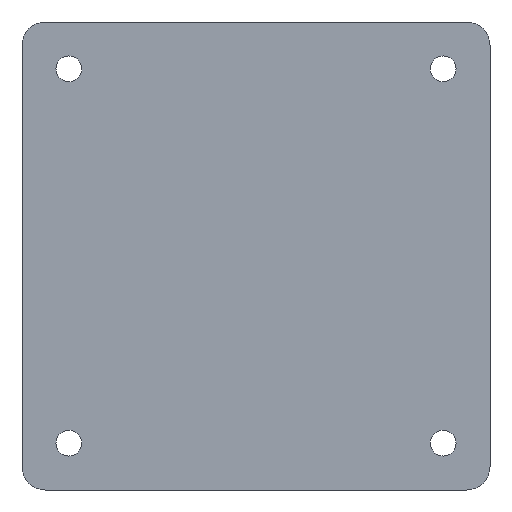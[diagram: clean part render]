
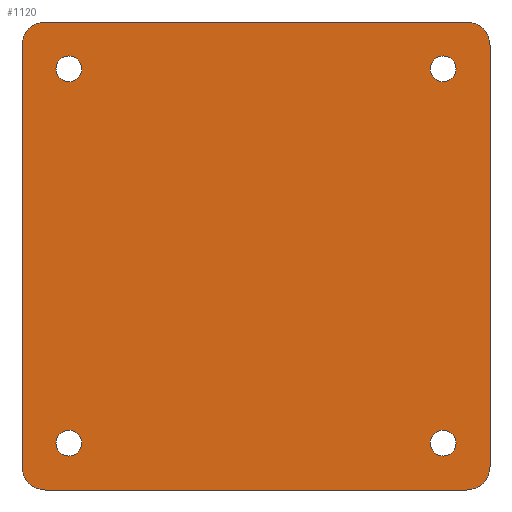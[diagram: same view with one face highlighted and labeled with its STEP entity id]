
A CAD part, front view. The second image highlights one B-rep face of the part: STEP entity #1120.
In plain terms, the highlighted planar face has unit normal (0, -1, 0).
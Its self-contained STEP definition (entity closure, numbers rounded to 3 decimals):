
#13 = VERTEX_POINT ( 'NONE', #1230 ) ;
#17 = CARTESIAN_POINT ( 'NONE',  ( 90., 0., -90. ) ) ;
#60 = ORIENTED_EDGE ( 'NONE', *, *, #2405, .F. ) ;
#61 = CARTESIAN_POINT ( 'NONE',  ( 80., 0., 80. ) ) ;
#68 = VERTEX_POINT ( 'NONE', #688 ) ;
#72 = VERTEX_POINT ( 'NONE', #1797 ) ;
#75 = ORIENTED_EDGE ( 'NONE', *, *, #198, .T. ) ;
#111 = ORIENTED_EDGE ( 'NONE', *, *, #1763, .T. ) ;
#132 = DIRECTION ( 'NONE',  ( 0., -1., 0. ) ) ;
#141 = CIRCLE ( 'NONE', #1301, 5.5 ) ;
#147 = ORIENTED_EDGE ( 'NONE', *, *, #1655, .F. ) ;
#178 = AXIS2_PLACEMENT_3D ( 'NONE', #1394, #2006, #1803 ) ;
#179 = DIRECTION ( 'NONE',  ( 0., 0., -1. ) ) ;
#186 = VERTEX_POINT ( 'NONE', #1662 ) ;
#198 = EDGE_CURVE ( 'NONE', #1030, #2155, #1510, .T. ) ;
#214 = ORIENTED_EDGE ( 'NONE', *, *, #1927, .T. ) ;
#227 = VERTEX_POINT ( 'NONE', #1732 ) ;
#231 = FACE_BOUND ( 'NONE', #1331, .T. ) ;
#238 = ORIENTED_EDGE ( 'NONE', *, *, #1334, .T. ) ;
#242 = ORIENTED_EDGE ( 'NONE', *, *, #1583, .T. ) ;
#285 = EDGE_LOOP ( 'NONE', ( #238, #214 ) ) ;
#325 = CARTESIAN_POINT ( 'NONE',  ( -100., 0., 100. ) ) ;
#328 = ORIENTED_EDGE ( 'NONE', *, *, #2439, .T. ) ;
#380 = FACE_BOUND ( 'NONE', #1051, .T. ) ;
#383 = DIRECTION ( 'NONE',  ( 0., 0., 1. ) ) ;
#408 = CARTESIAN_POINT ( 'NONE',  ( -100., 0., -100. ) ) ;
#410 = CARTESIAN_POINT ( 'NONE',  ( -80., 0., 74.5 ) ) ;
#435 = VERTEX_POINT ( 'NONE', #1902 ) ;
#443 = LINE ( 'NONE', #2454, #1826 ) ;
#445 = VERTEX_POINT ( 'NONE', #410 ) ;
#489 = FACE_BOUND ( 'NONE', #2400, .T. ) ;
#517 = CARTESIAN_POINT ( 'NONE',  ( -80., 0., -80. ) ) ;
#541 = AXIS2_PLACEMENT_3D ( 'NONE', #17, #2339, #2332 ) ;
#572 = AXIS2_PLACEMENT_3D ( 'NONE', #883, #132, #179 ) ;
#629 = CARTESIAN_POINT ( 'NONE',  ( -80., 0., 80. ) ) ;
#631 = AXIS2_PLACEMENT_3D ( 'NONE', #517, #701, #1103 ) ;
#634 = CIRCLE ( 'NONE', #1078, 5.5 ) ;
#656 = CARTESIAN_POINT ( 'NONE',  ( 80., 0., -80. ) ) ;
#679 = EDGE_LOOP ( 'NONE', ( #147, #111, #60, #75, #1018, #1446, #1851, #1436 ) ) ;
#688 = CARTESIAN_POINT ( 'NONE',  ( -100., 0., -90. ) ) ;
#701 = DIRECTION ( 'NONE',  ( 0., 1., 0. ) ) ;
#703 = AXIS2_PLACEMENT_3D ( 'NONE', #1701, #1136, #1519 ) ;
#719 = FACE_BOUND ( 'NONE', #285, .T. ) ;
#759 = DIRECTION ( 'NONE',  ( 0., 0., 1. ) ) ;
#769 = DIRECTION ( 'NONE',  ( 0., 1., 0. ) ) ;
#775 = VERTEX_POINT ( 'NONE', #2437 ) ;
#777 = CARTESIAN_POINT ( 'NONE',  ( -80., 0., 80. ) ) ;
#787 = CIRCLE ( 'NONE', #1630, 10. ) ;
#804 = VERTEX_POINT ( 'NONE', #924 ) ;
#805 = CARTESIAN_POINT ( 'NONE',  ( 80., 0., -74.5 ) ) ;
#826 = CARTESIAN_POINT ( 'NONE',  ( -90., 0., -100. ) ) ;
#845 = CIRCLE ( 'NONE', #1375, 5.5 ) ;
#873 = CARTESIAN_POINT ( 'NONE',  ( -80., 0., -80. ) ) ;
#883 = CARTESIAN_POINT ( 'NONE',  ( -90., 0., 90. ) ) ;
#912 = ORIENTED_EDGE ( 'NONE', *, *, #2349, .T. ) ;
#924 = CARTESIAN_POINT ( 'NONE',  ( 80., 0., -85.5 ) ) ;
#971 = EDGE_CURVE ( 'NONE', #1409, #13, #2121, .T. ) ;
#977 = ORIENTED_EDGE ( 'NONE', *, *, #2208, .T. ) ;
#990 = CIRCLE ( 'NONE', #2259, 5.5 ) ;
#1017 = CARTESIAN_POINT ( 'NONE',  ( 90., 0., -100. ) ) ;
#1018 = ORIENTED_EDGE ( 'NONE', *, *, #1305, .F. ) ;
#1030 = VERTEX_POINT ( 'NONE', #1913 ) ;
#1046 = ORIENTED_EDGE ( 'NONE', *, *, #971, .T. ) ;
#1051 = EDGE_LOOP ( 'NONE', ( #328, #242 ) ) ;
#1064 = DIRECTION ( 'NONE',  ( 0., 1., 0. ) ) ;
#1078 = AXIS2_PLACEMENT_3D ( 'NONE', #629, #2106, #1347 ) ;
#1081 = DIRECTION ( 'NONE',  ( 0., 0., -1. ) ) ;
#1103 = DIRECTION ( 'NONE',  ( 0., 0., 1. ) ) ;
#1107 = ORIENTED_EDGE ( 'NONE', *, *, #1373, .T. ) ;
#1114 = DIRECTION ( 'NONE',  ( 0., 0., -1. ) ) ;
#1120 = ADVANCED_FACE ( 'NONE', ( #489, #231, #380, #719, #1733 ), #1863, .T. ) ;
#1130 = VECTOR ( 'NONE', #2163, 1000. ) ;
#1136 = DIRECTION ( 'NONE',  ( 0., 1., 0. ) ) ;
#1156 = CARTESIAN_POINT ( 'NONE',  ( -90., 0., -90. ) ) ;
#1167 = CIRCLE ( 'NONE', #178, 10. ) ;
#1185 = LINE ( 'NONE', #325, #1273 ) ;
#1222 = VECTOR ( 'NONE', #1931, 1000. ) ;
#1230 = CARTESIAN_POINT ( 'NONE',  ( -80., 0., -74.5 ) ) ;
#1266 = DIRECTION ( 'NONE',  ( 0., 0., -1. ) ) ;
#1273 = VECTOR ( 'NONE', #2450, 1000. ) ;
#1291 = DIRECTION ( 'NONE',  ( 0., 1., 0. ) ) ;
#1301 = AXIS2_PLACEMENT_3D ( 'NONE', #2414, #1291, #383 ) ;
#1303 = CARTESIAN_POINT ( 'NONE',  ( 100., 0., -90. ) ) ;
#1305 = EDGE_CURVE ( 'NONE', #68, #2155, #1185, .T. ) ;
#1331 = EDGE_LOOP ( 'NONE', ( #977, #912 ) ) ;
#1334 = EDGE_CURVE ( 'NONE', #2274, #804, #2290, .T. ) ;
#1346 = CIRCLE ( 'NONE', #703, 5.5 ) ;
#1347 = DIRECTION ( 'NONE',  ( 0., 0., 1. ) ) ;
#1349 = AXIS2_PLACEMENT_3D ( 'NONE', #656, #2381, #2388 ) ;
#1373 = EDGE_CURVE ( 'NONE', #13, #1409, #990, .T. ) ;
#1375 = AXIS2_PLACEMENT_3D ( 'NONE', #61, #2314, #1937 ) ;
#1394 = CARTESIAN_POINT ( 'NONE',  ( 90., 0., 90. ) ) ;
#1409 = VERTEX_POINT ( 'NONE', #1819 ) ;
#1436 = ORIENTED_EDGE ( 'NONE', *, *, #1477, .T. ) ;
#1446 = ORIENTED_EDGE ( 'NONE', *, *, #2233, .T. ) ;
#1470 = VERTEX_POINT ( 'NONE', #826 ) ;
#1477 = EDGE_CURVE ( 'NONE', #1564, #2094, #2161, .T. ) ;
#1485 = DIRECTION ( 'NONE',  ( 0., 0., 1. ) ) ;
#1510 = CIRCLE ( 'NONE', #572, 10. ) ;
#1518 = CIRCLE ( 'NONE', #1681, 5.5 ) ;
#1519 = DIRECTION ( 'NONE',  ( 0., 0., 1. ) ) ;
#1564 = VERTEX_POINT ( 'NONE', #1017 ) ;
#1570 = CARTESIAN_POINT ( 'NONE',  ( -100., 0., 90. ) ) ;
#1583 = EDGE_CURVE ( 'NONE', #445, #227, #1518, .T. ) ;
#1630 = AXIS2_PLACEMENT_3D ( 'NONE', #1156, #2289, #1114 ) ;
#1655 = EDGE_CURVE ( 'NONE', #775, #2094, #443, .T. ) ;
#1662 = CARTESIAN_POINT ( 'NONE',  ( 90., 0., 100. ) ) ;
#1681 = AXIS2_PLACEMENT_3D ( 'NONE', #777, #769, #759 ) ;
#1701 = CARTESIAN_POINT ( 'NONE',  ( 80., 0., 80. ) ) ;
#1732 = CARTESIAN_POINT ( 'NONE',  ( -80., 0., 85.5 ) ) ;
#1733 = FACE_OUTER_BOUND ( 'NONE', #679, .T. ) ;
#1763 = EDGE_CURVE ( 'NONE', #775, #186, #1167, .T. ) ;
#1797 = CARTESIAN_POINT ( 'NONE',  ( 80., 0., 85.5 ) ) ;
#1803 = DIRECTION ( 'NONE',  ( 0., 0., -1. ) ) ;
#1819 = CARTESIAN_POINT ( 'NONE',  ( -80., 0., -85.5 ) ) ;
#1826 = VECTOR ( 'NONE', #1081, 1000. ) ;
#1851 = ORIENTED_EDGE ( 'NONE', *, *, #2357, .F. ) ;
#1853 = CARTESIAN_POINT ( 'NONE',  ( 0., 0., 0. ) ) ;
#1863 = PLANE ( 'NONE',  #2444 ) ;
#1902 = CARTESIAN_POINT ( 'NONE',  ( 80., 0., 74.5 ) ) ;
#1913 = CARTESIAN_POINT ( 'NONE',  ( -90., 0., 100. ) ) ;
#1927 = EDGE_CURVE ( 'NONE', #804, #2274, #141, .T. ) ;
#1931 = DIRECTION ( 'NONE',  ( -1., 0., 0. ) ) ;
#1937 = DIRECTION ( 'NONE',  ( 0., 0., 1. ) ) ;
#2006 = DIRECTION ( 'NONE',  ( 0., -1., 0. ) ) ;
#2094 = VERTEX_POINT ( 'NONE', #1303 ) ;
#2106 = DIRECTION ( 'NONE',  ( 0., 1., 0. ) ) ;
#2121 = CIRCLE ( 'NONE', #631, 5.5 ) ;
#2155 = VERTEX_POINT ( 'NONE', #1570 ) ;
#2161 = CIRCLE ( 'NONE', #541, 10. ) ;
#2163 = DIRECTION ( 'NONE',  ( 1., 0., 0. ) ) ;
#2170 = LINE ( 'NONE', #2343, #1130 ) ;
#2208 = EDGE_CURVE ( 'NONE', #72, #435, #845, .T. ) ;
#2233 = EDGE_CURVE ( 'NONE', #68, #1470, #787, .T. ) ;
#2256 = LINE ( 'NONE', #408, #1222 ) ;
#2259 = AXIS2_PLACEMENT_3D ( 'NONE', #873, #1064, #1485 ) ;
#2274 = VERTEX_POINT ( 'NONE', #805 ) ;
#2289 = DIRECTION ( 'NONE',  ( 0., -1., 0. ) ) ;
#2290 = CIRCLE ( 'NONE', #1349, 5.5 ) ;
#2314 = DIRECTION ( 'NONE',  ( 0., 1., 0. ) ) ;
#2332 = DIRECTION ( 'NONE',  ( 0., 0., -1. ) ) ;
#2339 = DIRECTION ( 'NONE',  ( 0., -1., 0. ) ) ;
#2343 = CARTESIAN_POINT ( 'NONE',  ( -100., 0., 100. ) ) ;
#2349 = EDGE_CURVE ( 'NONE', #435, #72, #1346, .T. ) ;
#2357 = EDGE_CURVE ( 'NONE', #1564, #1470, #2256, .T. ) ;
#2381 = DIRECTION ( 'NONE',  ( 0., 1., 0. ) ) ;
#2388 = DIRECTION ( 'NONE',  ( 0., 0., 1. ) ) ;
#2400 = EDGE_LOOP ( 'NONE', ( #1107, #1046 ) ) ;
#2405 = EDGE_CURVE ( 'NONE', #1030, #186, #2170, .T. ) ;
#2414 = CARTESIAN_POINT ( 'NONE',  ( 80., 0., -80. ) ) ;
#2437 = CARTESIAN_POINT ( 'NONE',  ( 100., 0., 90. ) ) ;
#2439 = EDGE_CURVE ( 'NONE', #227, #445, #634, .T. ) ;
#2443 = DIRECTION ( 'NONE',  ( 0., -1., 0. ) ) ;
#2444 = AXIS2_PLACEMENT_3D ( 'NONE', #1853, #2443, #1266 ) ;
#2450 = DIRECTION ( 'NONE',  ( 0., 0., 1. ) ) ;
#2454 = CARTESIAN_POINT ( 'NONE',  ( 100., 0., 100. ) ) ;
